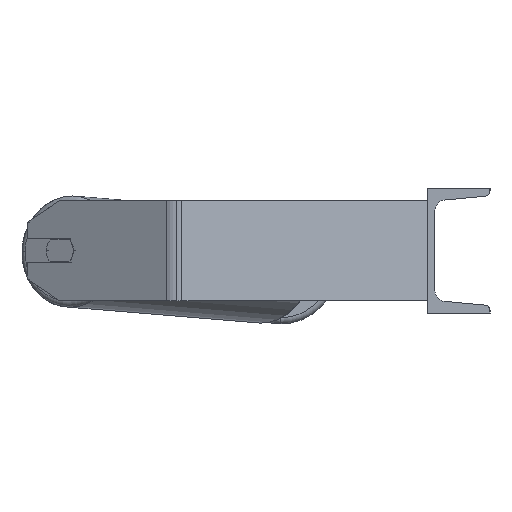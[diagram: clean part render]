
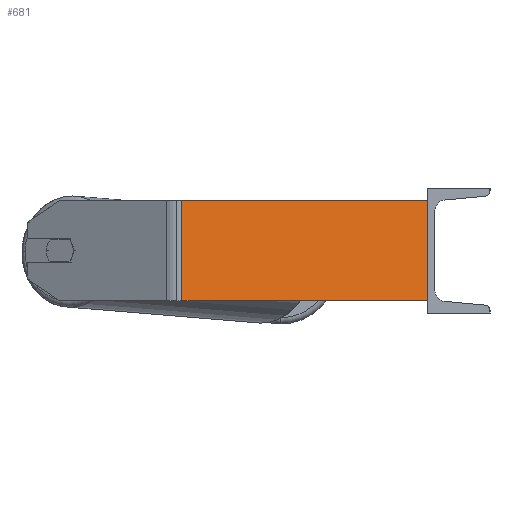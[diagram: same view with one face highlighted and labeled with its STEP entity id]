
A CAD part, left-side view. The second image highlights one B-rep face of the part: STEP entity #681.
In plain terms, the highlighted planar face has unit normal (-0.966, -0.259, 0).
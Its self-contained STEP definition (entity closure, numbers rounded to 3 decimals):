
#75 = VERTEX_POINT ( 'NONE', #2936 ) ;
#310 = DIRECTION ( 'NONE',  ( 0.259, -0.966, 0. ) ) ;
#527 = AXIS2_PLACEMENT_3D ( 'NONE', #605, #4786, #5556 ) ;
#605 = CARTESIAN_POINT ( 'NONE',  ( -539.244, 202.441, 40. ) ) ;
#681 = ADVANCED_FACE ( 'NONE', ( #4694 ), #3451, .F. ) ;
#794 = CARTESIAN_POINT ( 'NONE',  ( -539.244, 202.441, -40. ) ) ;
#1224 = DIRECTION ( 'NONE',  ( 0., 0., -1. ) ) ;
#1226 = EDGE_LOOP ( 'NONE', ( #3572, #1313, #6842, #5074 ) ) ;
#1240 = EDGE_CURVE ( 'NONE', #6454, #6071, #1492, .T. ) ;
#1313 = ORIENTED_EDGE ( 'NONE', *, *, #8689, .F. ) ;
#1382 = DIRECTION ( 'NONE',  ( 0., 0., -1. ) ) ;
#1492 = LINE ( 'NONE', #794, #7849 ) ;
#1598 = EDGE_CURVE ( 'NONE', #8670, #6454, #7834, .T. ) ;
#1634 = CARTESIAN_POINT ( 'NONE',  ( -537.529, 196.04, -40. ) ) ;
#2076 = CARTESIAN_POINT ( 'NONE',  ( -537.529, 196.04, 40. ) ) ;
#2628 = CARTESIAN_POINT ( 'NONE',  ( -485., 0., 40. ) ) ;
#2936 = CARTESIAN_POINT ( 'NONE',  ( -485., 0., 40. ) ) ;
#3088 = DIRECTION ( 'NONE',  ( 0.259, -0.966, 0. ) ) ;
#3451 = PLANE ( 'NONE',  #527 ) ;
#3572 = ORIENTED_EDGE ( 'NONE', *, *, #1240, .T. ) ;
#3743 = VECTOR ( 'NONE', #1224, 1000. ) ;
#3801 = LINE ( 'NONE', #8718, #4222 ) ;
#4222 = VECTOR ( 'NONE', #3088, 1000. ) ;
#4511 = EDGE_CURVE ( 'NONE', #8670, #75, #3801, .T. ) ;
#4694 = FACE_OUTER_BOUND ( 'NONE', #1226, .T. ) ;
#4786 = DIRECTION ( 'NONE',  ( 0.966, 0.259, 0. ) ) ;
#5074 = ORIENTED_EDGE ( 'NONE', *, *, #1598, .T. ) ;
#5556 = DIRECTION ( 'NONE',  ( -0.259, 0.966, 0. ) ) ;
#5613 = CARTESIAN_POINT ( 'NONE',  ( -485., 0., -40. ) ) ;
#6071 = VERTEX_POINT ( 'NONE', #5613 ) ;
#6209 = VECTOR ( 'NONE', #1382, 1000. ) ;
#6454 = VERTEX_POINT ( 'NONE', #1634 ) ;
#6842 = ORIENTED_EDGE ( 'NONE', *, *, #4511, .F. ) ;
#6934 = LINE ( 'NONE', #2628, #3743 ) ;
#7834 = LINE ( 'NONE', #2076, #6209 ) ;
#7849 = VECTOR ( 'NONE', #310, 1000. ) ;
#8376 = CARTESIAN_POINT ( 'NONE',  ( -537.529, 196.04, 40. ) ) ;
#8670 = VERTEX_POINT ( 'NONE', #8376 ) ;
#8689 = EDGE_CURVE ( 'NONE', #75, #6071, #6934, .T. ) ;
#8718 = CARTESIAN_POINT ( 'NONE',  ( -539.244, 202.441, 40. ) ) ;
